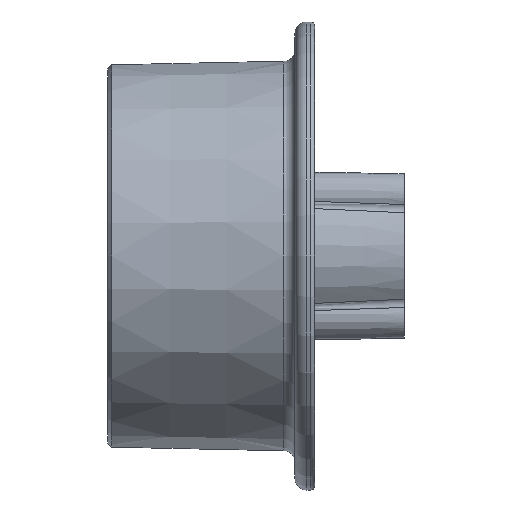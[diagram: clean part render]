
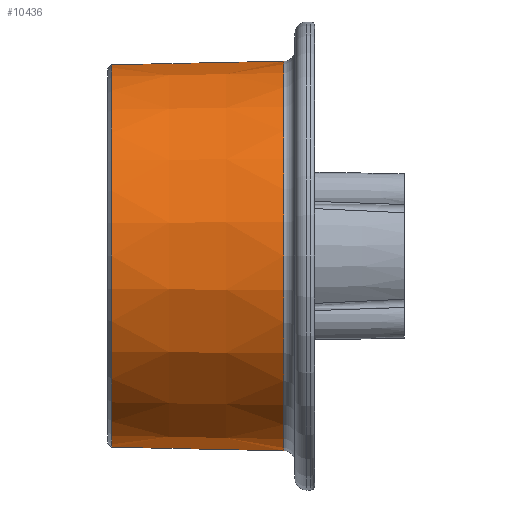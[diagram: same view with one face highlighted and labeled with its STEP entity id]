
A CAD part, front view. The second image highlights one B-rep face of the part: STEP entity #10436.
In plain terms, the highlighted conical face has half-angle 1.193 degrees and reference radius 49.939 mm.
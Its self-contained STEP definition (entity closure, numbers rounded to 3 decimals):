
#11 = ORIENTED_EDGE ( 'NONE', *, *, #14774, .T. ) ;
#430 = VERTEX_POINT ( 'NONE', #5801 ) ;
#600 = LINE ( 'NONE', #3030, #12271 ) ;
#926 = CARTESIAN_POINT ( 'NONE',  ( 45.062, 0., 49.939 ) ) ;
#1317 = VERTEX_POINT ( 'NONE', #14879 ) ;
#1407 = CIRCLE ( 'NONE', #16112, 49.021 ) ;
#2405 = VERTEX_POINT ( 'NONE', #14206 ) ;
#3030 = CARTESIAN_POINT ( 'NONE',  ( 45.062, 0., -49.939 ) ) ;
#3284 = CARTESIAN_POINT ( 'NONE',  ( 45.062, 0., 0. ) ) ;
#4023 = DIRECTION ( 'NONE',  ( 1., 0., 0. ) ) ;
#4541 = FACE_OUTER_BOUND ( 'NONE', #12155, .T. ) ;
#5174 = AXIS2_PLACEMENT_3D ( 'NONE', #6425, #11631, #7852 ) ;
#5253 = EDGE_CURVE ( 'NONE', #430, #8420, #600, .T. ) ;
#5404 = VECTOR ( 'NONE', #15235, 1000. ) ;
#5801 = CARTESIAN_POINT ( 'NONE',  ( 1., 0., -49.021 ) ) ;
#6425 = CARTESIAN_POINT ( 'NONE',  ( 45.062, 0., 0. ) ) ;
#7292 = DIRECTION ( 'NONE',  ( 1., 0., 0. ) ) ;
#7663 = ORIENTED_EDGE ( 'NONE', *, *, #10940, .T. ) ;
#7852 = DIRECTION ( 'NONE',  ( 0., 0., 1. ) ) ;
#8121 = ORIENTED_EDGE ( 'NONE', *, *, #10581, .F. ) ;
#8420 = VERTEX_POINT ( 'NONE', #14054 ) ;
#8654 = CIRCLE ( 'NONE', #5174, 49.939 ) ;
#10216 = AXIS2_PLACEMENT_3D ( 'NONE', #3284, #7292, #12738 ) ;
#10230 = DIRECTION ( 'NONE',  ( 0., 0., 1. ) ) ;
#10393 = CARTESIAN_POINT ( 'NONE',  ( 1., 0., 0. ) ) ;
#10436 = ADVANCED_FACE ( 'NONE', ( #4541 ), #10769, .T. ) ;
#10581 = EDGE_CURVE ( 'NONE', #2405, #1317, #15067, .T. ) ;
#10745 = DIRECTION ( 'NONE',  ( 1., 0., -0.021 ) ) ;
#10769 = CONICAL_SURFACE ( 'NONE', #10216, 49.939, 0.021 ) ;
#10940 = EDGE_CURVE ( 'NONE', #2405, #430, #1407, .T. ) ;
#11631 = DIRECTION ( 'NONE',  ( -1., 0., 0. ) ) ;
#12155 = EDGE_LOOP ( 'NONE', ( #8121, #7663, #16075, #11 ) ) ;
#12271 = VECTOR ( 'NONE', #10745, 1000. ) ;
#12738 = DIRECTION ( 'NONE',  ( 0., 0., -1. ) ) ;
#14054 = CARTESIAN_POINT ( 'NONE',  ( 45.062, 0., -49.939 ) ) ;
#14206 = CARTESIAN_POINT ( 'NONE',  ( 1., 0., 49.021 ) ) ;
#14774 = EDGE_CURVE ( 'NONE', #8420, #1317, #8654, .T. ) ;
#14879 = CARTESIAN_POINT ( 'NONE',  ( 45.062, 0., 49.939 ) ) ;
#15067 = LINE ( 'NONE', #926, #5404 ) ;
#15235 = DIRECTION ( 'NONE',  ( 1., 0., 0.021 ) ) ;
#16075 = ORIENTED_EDGE ( 'NONE', *, *, #5253, .T. ) ;
#16112 = AXIS2_PLACEMENT_3D ( 'NONE', #10393, #4023, #10230 ) ;
